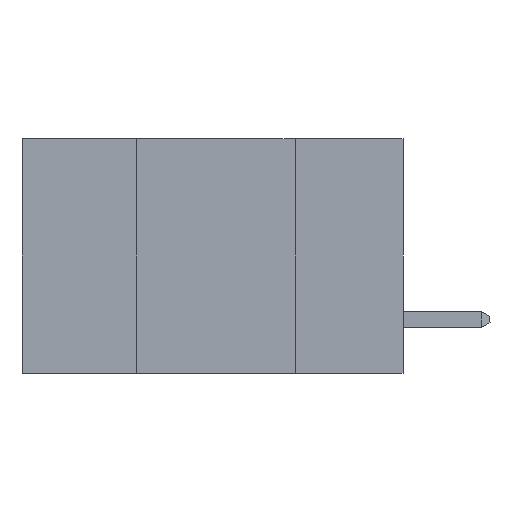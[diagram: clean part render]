
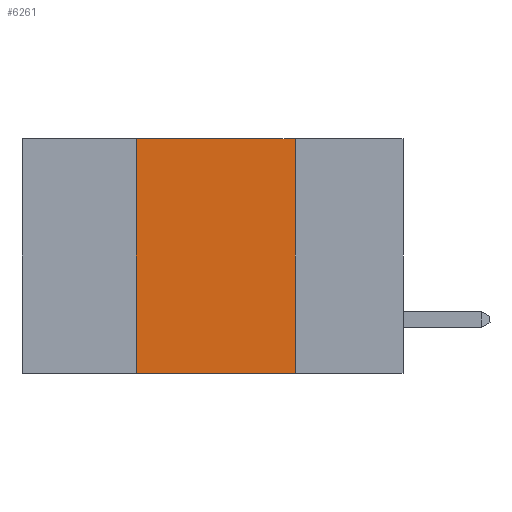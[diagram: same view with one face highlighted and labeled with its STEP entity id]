
A CAD part, left-side view. The second image highlights one B-rep face of the part: STEP entity #6261.
In plain terms, the highlighted planar face has unit normal (-1, 0, 0).
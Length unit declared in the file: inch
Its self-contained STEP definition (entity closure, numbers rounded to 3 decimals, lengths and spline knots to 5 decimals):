
#1236 = ORIENTED_EDGE ( 'NONE', *, *, #3045, .F. ) ;
#1796 = EDGE_CURVE ( 'NONE', #7111, #14110, #13374, .T. ) ;
#2637 = CARTESIAN_POINT ( 'NONE',  ( 0., 0.17, 0. ) ) ;
#3045 = EDGE_CURVE ( 'NONE', #7417, #15023, #19465, .T. ) ;
#3136 = CARTESIAN_POINT ( 'NONE',  ( 0., 0.6, 0. ) ) ;
#3723 = LINE ( 'NONE', #23730, #23036 ) ;
#5053 = DIRECTION ( 'NONE',  ( 1., 0., 0. ) ) ;
#5463 = EDGE_CURVE ( 'NONE', #14110, #7417, #9718, .T. ) ;
#6261 = ADVANCED_FACE ( 'NONE', ( #6821 ), #14338, .F. ) ;
#6821 = FACE_OUTER_BOUND ( 'NONE', #8902, .T. ) ;
#7111 = VERTEX_POINT ( 'NONE', #12918 ) ;
#7417 = VERTEX_POINT ( 'NONE', #13630 ) ;
#7612 = AXIS2_PLACEMENT_3D ( 'NONE', #3136, #5053, #18092 ) ;
#8868 = DIRECTION ( 'NONE',  ( 0., -1., 0. ) ) ;
#8902 = EDGE_LOOP ( 'NONE', ( #1236, #11207, #21756, #22330 ) ) ;
#9718 = LINE ( 'NONE', #19444, #19046 ) ;
#10124 = DIRECTION ( 'NONE',  ( 0., 0., -1. ) ) ;
#11207 = ORIENTED_EDGE ( 'NONE', *, *, #5463, .F. ) ;
#11941 = CARTESIAN_POINT ( 'NONE',  ( 0., 0.42, 0. ) ) ;
#12918 = CARTESIAN_POINT ( 'NONE',  ( 0., 0.42, -0.37 ) ) ;
#13374 = LINE ( 'NONE', #17742, #18365 ) ;
#13630 = CARTESIAN_POINT ( 'NONE',  ( 0., 0.17, 0. ) ) ;
#14110 = VERTEX_POINT ( 'NONE', #11941 ) ;
#14338 = PLANE ( 'NONE',  #7612 ) ;
#15023 = VERTEX_POINT ( 'NONE', #16411 ) ;
#16411 = CARTESIAN_POINT ( 'NONE',  ( 0., 0.17, -0.37 ) ) ;
#17548 = DIRECTION ( 'NONE',  ( 0., -1., 0. ) ) ;
#17742 = CARTESIAN_POINT ( 'NONE',  ( 0., 0.42, 0. ) ) ;
#18092 = DIRECTION ( 'NONE',  ( 0., 0., -1. ) ) ;
#18365 = VECTOR ( 'NONE', #23427, 39.37008 ) ;
#18882 = VECTOR ( 'NONE', #10124, 39.37008 ) ;
#19046 = VECTOR ( 'NONE', #17548, 39.37008 ) ;
#19444 = CARTESIAN_POINT ( 'NONE',  ( 0., 0.6, 0. ) ) ;
#19465 = LINE ( 'NONE', #2637, #18882 ) ;
#21756 = ORIENTED_EDGE ( 'NONE', *, *, #1796, .F. ) ;
#22330 = ORIENTED_EDGE ( 'NONE', *, *, #22353, .T. ) ;
#22353 = EDGE_CURVE ( 'NONE', #7111, #15023, #3723, .T. ) ;
#23036 = VECTOR ( 'NONE', #8868, 39.37008 ) ;
#23427 = DIRECTION ( 'NONE',  ( 0., 0., 1. ) ) ;
#23730 = CARTESIAN_POINT ( 'NONE',  ( 0., 0.6, -0.37 ) ) ;
